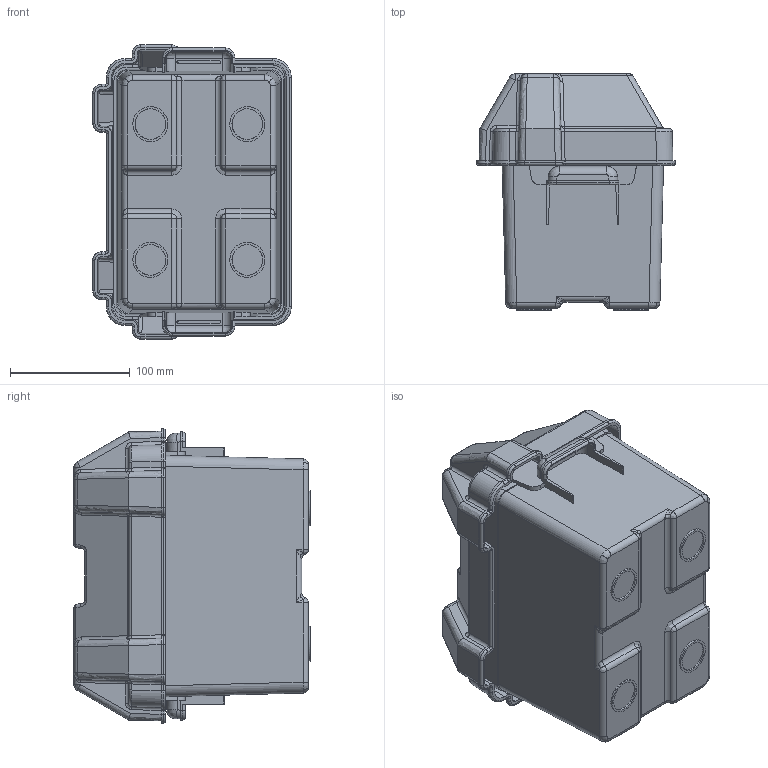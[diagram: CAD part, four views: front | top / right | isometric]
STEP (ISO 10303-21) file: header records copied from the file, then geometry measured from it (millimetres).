
FILE_DESCRIPTION(('FreeCAD Model'),'2;1');
FILE_NAME('Open CASCADE Shape Model','2025-05-05T17:20:09',('FreeCAD'),( 'FreeCAD'),'Open CASCADE STEP processor 7.6','FreeCAD','Unknown');
FILE_SCHEMA(('AUTOMOTIVE_DESIGN { 1 0 10303 214 1 1 1 1 }'));
Length unit declared in the file: millimetre
Products named in the file (1): Open CASCADE STEP translator 7.6 1
Bounding box: 165.84 x 197.2 x 245.89 mm (x, y, z)
Volume: 467092 mm3; surface area: 407173.5 mm2
Topology: 2 solids, 2 shells, 836 faces, 2094 edges, 1208 vertices
Faces by surface type: bspline 836
Entity records: 29616 total; most frequent: CARTESIAN_POINT 18377, ORIENTED_EDGE 4060, EDGE_CURVE 2030, VERTEX_POINT 1208, B_SPLINE_CURVE_WITH_KNOTS 1114, FACE_BOUND 866, EDGE_LOOP 866, ADVANCED_FACE 836
